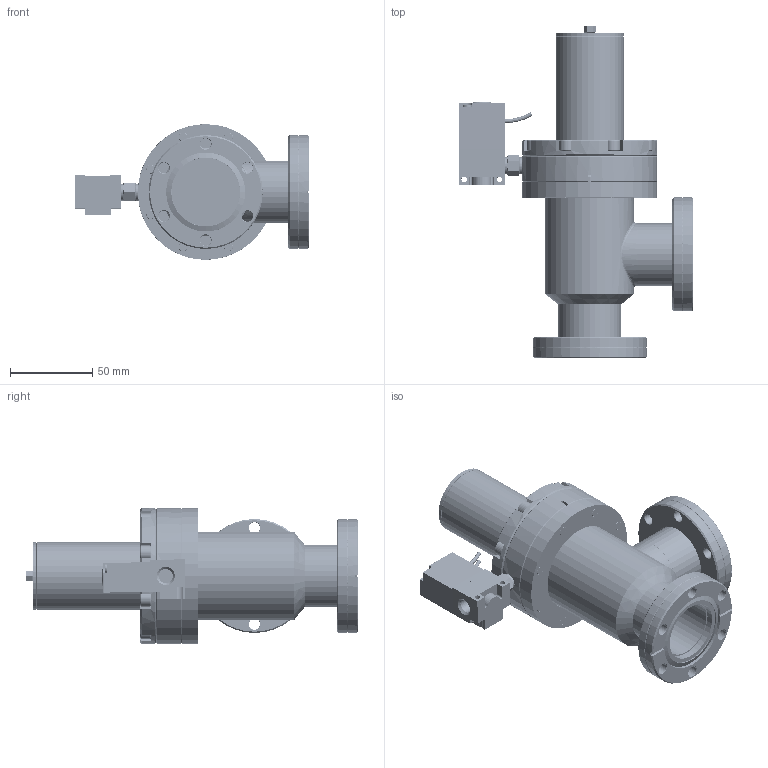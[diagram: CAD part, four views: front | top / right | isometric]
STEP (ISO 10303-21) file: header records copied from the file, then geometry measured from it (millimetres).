
FILE_DESCRIPTION (( 'STEP AP203' ), '1' );
FILE_NAME ('CSVP-S04402.STEP', '2021-11-15T18:00:14', ( '' ), ( '' ), 'SwSTEP 2.0', 'SolidWorks 2020', '' );
FILE_SCHEMA (( 'CONFIG_CONTROL_DESIGN' ));
Length unit declared in the file: inch
Products named in the file (1): CSVP-S04402
Bounding box: 142.77 x 202.03 x 82.55 mm (x, y, z)
Volume: 348873.4 mm3; surface area: 273826.9 mm2
Topology: 40 solids, 40 shells, 2485 faces, 6402 edges, 4101 vertices
Faces by surface type: cylinder 1420, cone 521, plane 451, bspline 47, torus 46
Entity records: 105377 total; most frequent: CARTESIAN_POINT 50264, ORIENTED_EDGE 12800, DIRECTION 10501, EDGE_CURVE 6400, VERTEX_POINT 4101, AXIS2_PLACEMENT_3D 4003, EDGE_LOOP 2723, VECTOR 2495
